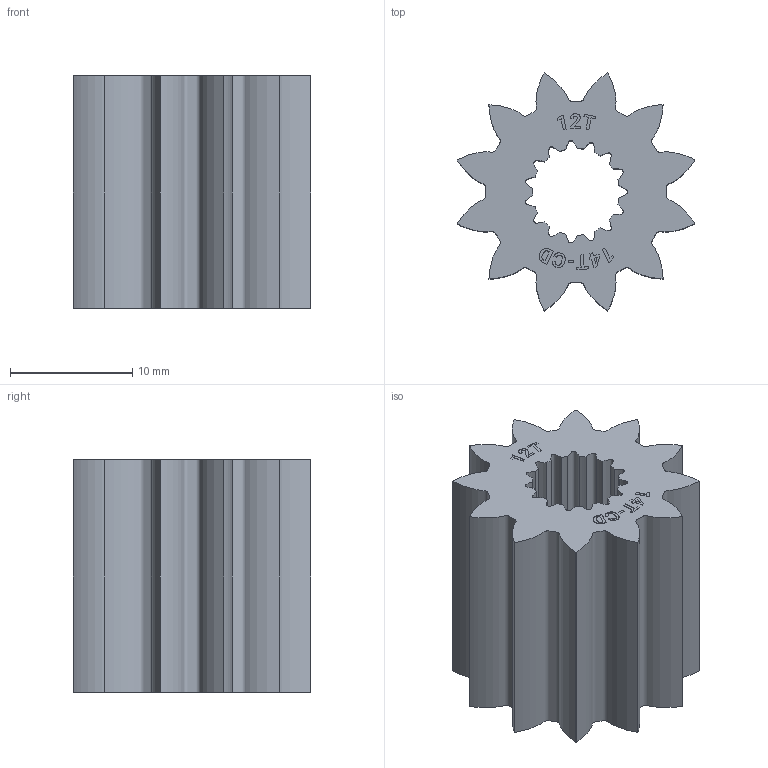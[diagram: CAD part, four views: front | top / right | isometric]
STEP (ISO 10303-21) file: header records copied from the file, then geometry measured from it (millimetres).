
FILE_DESCRIPTION (( 'STEP AP214' ), '1' );
FILE_NAME ('WCP-1011 Rev1.step', '2023-10-11T20:26:58', ( '' ), ( '' ), 'SwSTEP 2.0', 'SolidWorks 2022', '' );
FILE_SCHEMA (( 'AUTOMOTIVE_DESIGN' ));
Length unit declared in the file: inch
Products named in the file (1): WCP-1011 Rev1
Bounding box: 19.5 x 19.5 x 19.05 mm (x, y, z)
Volume: 3304.7 mm3; surface area: 2703.7 mm2
Topology: 1 solids, 1 shells, 256 faces, 696 edges, 464 vertices
Faces by surface type: plane 153, bspline 75, cylinder 28
Entity records: 15518 total; most frequent: CARTESIAN_POINT 9460, ORIENTED_EDGE 1392, DIRECTION 966, EDGE_CURVE 696, VECTOR 490, LINE 490, VERTEX_POINT 464, EDGE_LOOP 280
